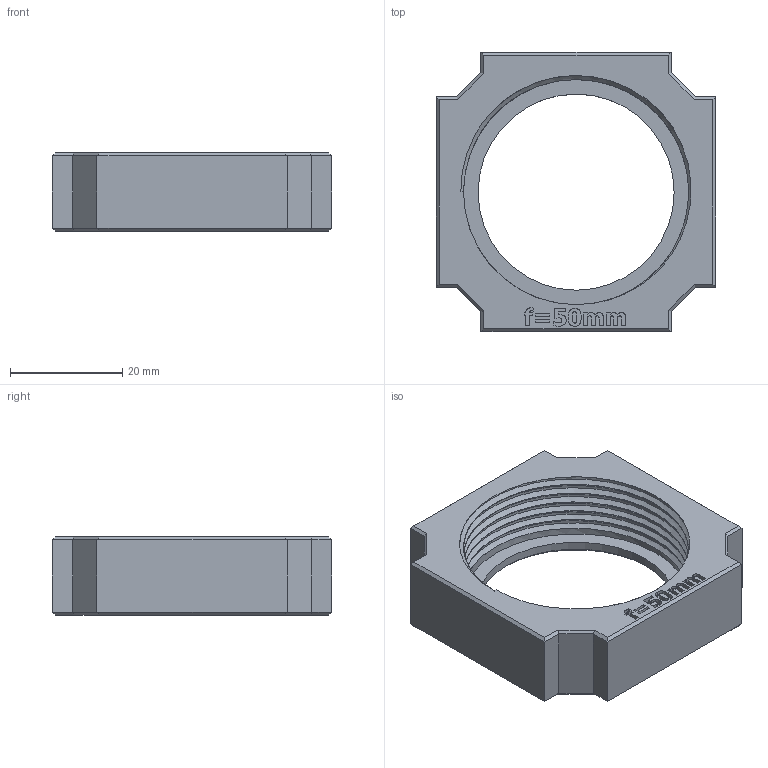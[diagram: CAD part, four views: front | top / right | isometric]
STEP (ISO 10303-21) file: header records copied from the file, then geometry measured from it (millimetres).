
FILE_DESCRIPTION(/* description */ (''),/* implementation_level */ '2;1');
FILE_NAME(/* name */ '20_Cube_Insert_Lens_pos_f50mm_d40mm_v3.ipt.step',/* time_stamp */ '2022-11-29T08:03:29+01:00',/* author */ ('diederichbenedict'),/* organization */ (''),/* preprocessor_version */ 'ST-DEVELOPER v18.1',/* originating_system */ 'Autodesk Inventor 2022',/* authorisation */ '');
FILE_SCHEMA (('AUTOMOTIVE_DESIGN { 1 0 10303 214 3 1 1 }'));
Length unit declared in the file: millimetre
Products named in the file (1): 20_Cube_Insert_Filter_25mm
Bounding box: 49.8 x 49.8 x 14 mm (x, y, z)
Volume: 13908.2 mm3; surface area: 7339.5 mm2
Topology: 1 solids, 1 shells, 192 faces, 518 edges, 335 vertices
Faces by surface type: plane 112, bspline 64, cylinder 15, cone 1
Full cylindrical faces by diameter (mm): 35 x1, 40.2 x6, 41.573 x5
Entity records: 11330 total; most frequent: CARTESIAN_POINT 6995, ORIENTED_EDGE 1036, DIRECTION 616, EDGE_CURVE 518, LINE 338, VECTOR 338, VERTEX_POINT 335, EDGE_LOOP 203
